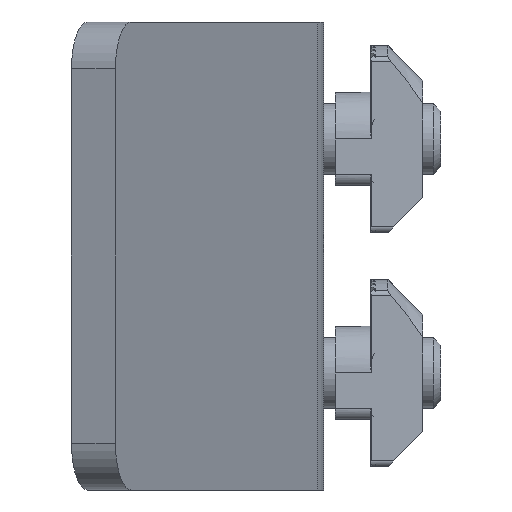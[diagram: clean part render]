
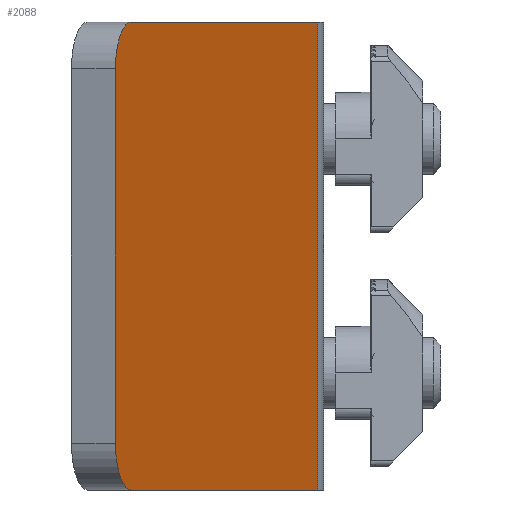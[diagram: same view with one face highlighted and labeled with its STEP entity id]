
A CAD part, front view. The second image highlights one B-rep face of the part: STEP entity #2088.
In plain terms, the highlighted face is planar.
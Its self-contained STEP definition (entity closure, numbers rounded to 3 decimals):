
#140=PLANE('',#2307);
#218=FACE_OUTER_BOUND('',#335,.T.);
#335=EDGE_LOOP('',(#1489,#1490,#1491,#1492,#1493,#1494));
#455=LINE('',#3199,#631);
#461=LINE('',#3215,#637);
#474=LINE('',#3251,#650);
#476=LINE('',#3256,#652);
#631=VECTOR('',#2559,10.);
#637=VECTOR('',#2575,10.);
#650=VECTOR('',#2608,10.);
#652=VECTOR('',#2616,5.76);
#795=CIRCLE('',#2282,4.);
#798=CIRCLE('',#2288,4.);
#875=VERTEX_POINT('',#3186);
#876=VERTEX_POINT('',#3187);
#880=VERTEX_POINT('',#3197);
#884=VERTEX_POINT('',#3209);
#885=VERTEX_POINT('',#3213);
#898=VERTEX_POINT('',#3250);
#1095=EDGE_CURVE('',#875,#876,#795,.T.);
#1101=EDGE_CURVE('',#880,#875,#455,.T.);
#1106=EDGE_CURVE('',#884,#880,#798,.T.);
#1109=EDGE_CURVE('',#885,#884,#461,.T.);
#1126=EDGE_CURVE('',#885,#898,#474,.T.);
#1130=EDGE_CURVE('',#876,#898,#476,.T.);
#1489=ORIENTED_EDGE('',*,*,#1095,.F.);
#1490=ORIENTED_EDGE('',*,*,#1101,.F.);
#1491=ORIENTED_EDGE('',*,*,#1106,.F.);
#1492=ORIENTED_EDGE('',*,*,#1109,.F.);
#1493=ORIENTED_EDGE('',*,*,#1126,.T.);
#1494=ORIENTED_EDGE('',*,*,#1130,.F.);
#2088=ADVANCED_FACE('',(#218),#140,.F.);
#2282=AXIS2_PLACEMENT_3D('',#3188,#2549,#2550);
#2288=AXIS2_PLACEMENT_3D('',#3210,#2569,#2570);
#2307=AXIS2_PLACEMENT_3D('',#3262,#2626,#2627);
#2549=DIRECTION('center_axis',(-0.342,0.,
0.94));
#2550=DIRECTION('ref_axis',(0.664,0.707,0.242));
#2559=DIRECTION('',(0.,1.,0.));
#2569=DIRECTION('center_axis',(-0.342,0.,
0.94));
#2570=DIRECTION('ref_axis',(0.664,-0.707,0.242));
#2575=DIRECTION('',(0.94,0.,0.342));
#2608=DIRECTION('',(0.,1.,0.));
#2616=DIRECTION('',(-0.94,0.,-0.342));
#2626=DIRECTION('center_axis',(-0.342,0.,
0.94));
#2627=DIRECTION('ref_axis',(0.94,0.,0.342));
#3186=CARTESIAN_POINT('',(75.275,16.,17.785));
#3187=CARTESIAN_POINT('',(71.516,20.,16.417));
#3188=CARTESIAN_POINT('Origin',(71.516,16.,16.417));
#3197=CARTESIAN_POINT('',(75.275,-16.,17.785));
#3199=CARTESIAN_POINT('',(75.275,-20.,17.785));
#3209=CARTESIAN_POINT('',(71.516,-20.,16.417));
#3210=CARTESIAN_POINT('Origin',(71.516,-16.,16.417));
#3213=CARTESIAN_POINT('',(27.736,-20.,0.482));
#3215=CARTESIAN_POINT('',(27.736,-20.,0.482));
#3250=CARTESIAN_POINT('',(27.736,20.,0.482));
#3251=CARTESIAN_POINT('',(27.736,0.,0.482));
#3256=CARTESIAN_POINT('',(10.732,20.,-5.707));
#3262=CARTESIAN_POINT('Origin',(50.561,0.,
8.79));
